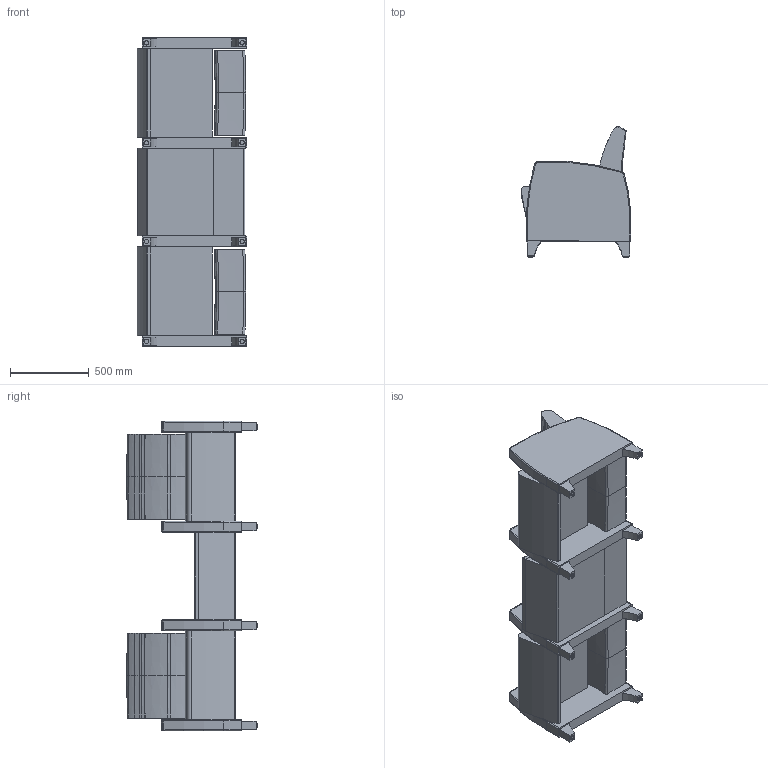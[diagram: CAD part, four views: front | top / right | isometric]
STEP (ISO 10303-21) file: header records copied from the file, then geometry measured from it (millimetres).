
FILE_DESCRIPTION(/* description */ (''),/* implementation_level */ '2;1');
FILE_NAME(/* name */ 'KOU20ITF (SYMBOL).stp',/* time_stamp */ '2017-03-27T15:07:42-04:00',/* author */ ('emerkel'),/* organization */ (''),/* preprocessor_version */ 'ST-DEVELOPER v16.5',/* originating_system */ 'Autodesk Inventor 2017',/* authorisation */ '');
FILE_SCHEMA (('AUTOMOTIVE_DESIGN { 1 0 10303 214 3 1 1 }'));
Length unit declared in the file: inch
Products named in the file (10): KOU20ITF (SYMBOL); KDIT GENERIC; KD UBASE; KDI TOP GENERIC; KOU10 SEAT; KOU10 NEW BACK; KOD10 ARM2; NEW KOU LEG; NEW KOU LEG_1; GLIDE APFAA06-1
Assembly tree (21 placements, depth 3):
  KOU20ITF (SYMBOL)
    KDIT GENERIC
      KD UBASE
      KDI TOP GENERIC
    KOU10 SEAT  x2
    KOU10 NEW BACK  x2
    KOD10 ARM2  x4
    NEW KOU LEG  x8
      NEW KOU LEG_1
      GLIDE APFAA06-1
Bounding box: 694.61 x 828.37 x 1968.5 mm (x, y, z)
Volume: 370446195 mm3; surface area: 9522441.7 mm2
Topology: 58 solids, 58 shells, 784 faces, 1852 edges, 1256 vertices
Faces by surface type: plane 359, cylinder 139, cone 128, bspline 98, torus 56, sphere 4
Full cylindrical faces by diameter (mm): 10.77 x8, 16.002 x8, 19.05 x8, 28.575 x8
Entity records: 6376 total; most frequent: CARTESIAN_POINT 1955, DIRECTION 897, ORIENTED_EDGE 830, EDGE_CURVE 415, AXIS2_PLACEMENT_3D 377, VERTEX_POINT 263, EDGE_LOOP 190, FACE_OUTER_BOUND 182
